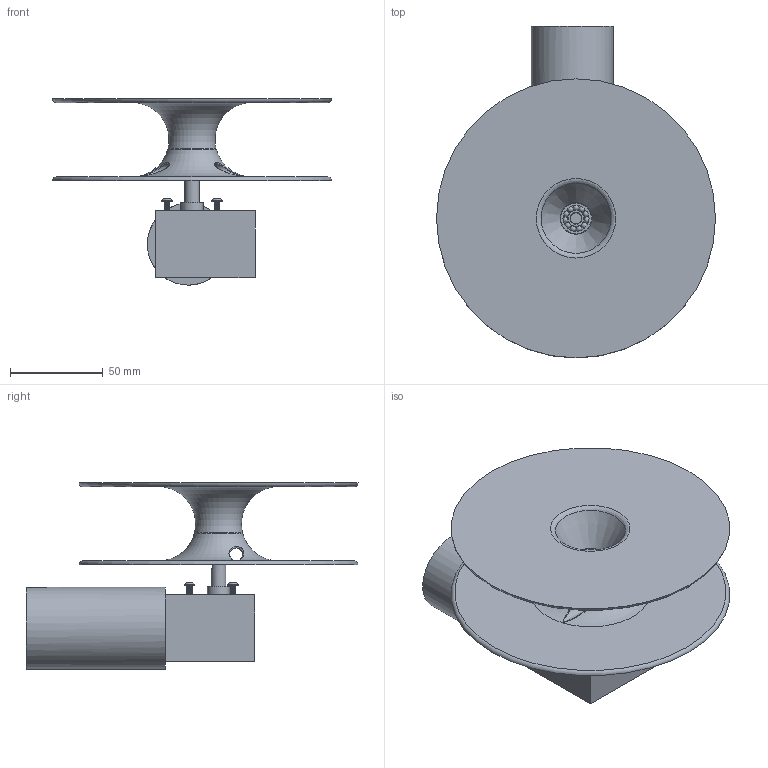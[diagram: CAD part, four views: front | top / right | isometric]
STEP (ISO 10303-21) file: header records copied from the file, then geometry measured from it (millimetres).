
FILE_DESCRIPTION(/* description */ (''),/* implementation_level */ '2;1');
FILE_NAME(/* name */ 'Spool and Motor v6.step',/* time_stamp */ '2017-04-28T14:39:28-07:00',/* author */ (''),/* organization */ (''),/* preprocessor_version */ 'ST-DEVELOPER v16.13',/* originating_system */ 'Autodesk Translation Framework v6.1.1.50',/* authorisation */ '');
FILE_SCHEMA (('AUTOMOTIVE_DESIGN { 1 0 10303 214 3 1 1 }'));
Length unit declared in the file: millimetre
Products named in the file (6): Spool and Motor v6; tsinymotor-TS-53GZ868DIM v3; 91239A113; 606 v2; 91290A113; 92497A200
Assembly tree (7 placements, depth 2):
  Spool and Motor v6
    91239A113  x3
    tsinymotor-TS-53GZ868DIM v3
    606 v2
    91290A113
    92497A200
Bounding box: 150 x 178.5 x 100.15 mm (x, y, z)
Volume: 298600 mm3; surface area: 103733.2 mm2
Topology: 21 solids, 21 shells, 233 faces, 503 edges, 302 vertices
Faces by surface type: plane 86, cone 59, cylinder 52, sphere 14, bspline 12, torus 10
Full cylindrical faces by diameter (mm): 3 x15, 3.25 x1, 3.67 x3, 5.5 x1, 5.7 x3, 5.85 x1, 6 x1, 7 x1, 8 x1, 9 x2, 12 x1, 14 x2, 17 x3, 17.749 x1, 44 x1
Entity records: 11489 total; most frequent: CARTESIAN_POINT 8194, DIRECTION 677, ORIENTED_EDGE 548, AXIS2_PLACEMENT_3D 299, EDGE_CURVE 274, EDGE_LOOP 238, VERTEX_POINT 198, FACE_OUTER_BOUND 168
